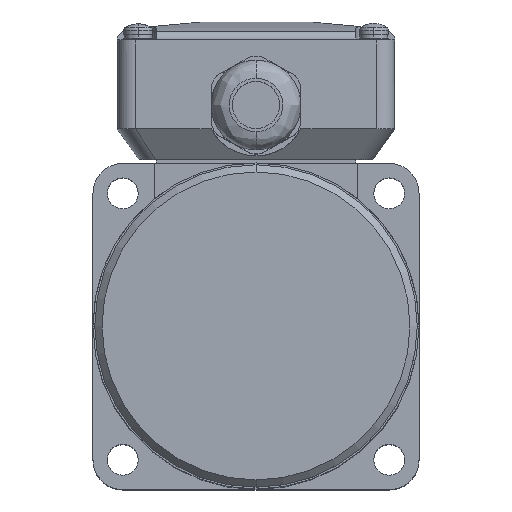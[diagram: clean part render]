
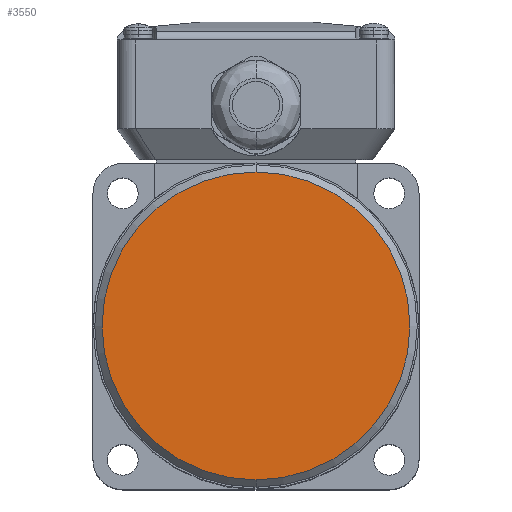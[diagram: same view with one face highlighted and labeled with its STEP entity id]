
A CAD part, top view. The second image highlights one B-rep face of the part: STEP entity #3550.
In plain terms, the highlighted planar face has unit normal (0, 0, 1).
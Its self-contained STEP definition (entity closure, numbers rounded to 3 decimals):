
#1299 = EDGE_LOOP ( 'NONE', ( #7236, #7233 ) ) ;
#2492 = CARTESIAN_POINT ( 'NONE',  ( 0., 42.5, 105. ) ) ;
#2532 = CARTESIAN_POINT ( 'NONE',  ( 0., -42.5, 105. ) ) ;
#2915 = AXIS2_PLACEMENT_3D ( 'NONE', #5599, #5600, #5601 ) ;
#2999 = CIRCLE ( 'NONE', #3003, 42.5 ) ;
#3003 = AXIS2_PLACEMENT_3D ( 'NONE', #4941, #4942, #4943 ) ;
#3271 = CIRCLE ( 'NONE', #3286, 42.5 ) ;
#3286 = AXIS2_PLACEMENT_3D ( 'NONE', #5151, #5152, #5153 ) ;
#3550 = ADVANCED_FACE ( 'NONE', ( #7871 ), #5598, .T. ) ;
#3881 = EDGE_CURVE ( 'NONE', #6665, #6759, #3271, .T. ) ;
#4406 = EDGE_CURVE ( 'NONE', #6759, #6665, #2999, .T. ) ;
#4941 = CARTESIAN_POINT ( 'NONE',  ( 0., 0., 105. ) ) ;
#4942 = DIRECTION ( 'NONE',  ( 0., 0., -1. ) ) ;
#4943 = DIRECTION ( 'NONE',  ( 0., 1., 0. ) ) ;
#5151 = CARTESIAN_POINT ( 'NONE',  ( 0., 0., 105. ) ) ;
#5152 = DIRECTION ( 'NONE',  ( 0., 0., -1. ) ) ;
#5153 = DIRECTION ( 'NONE',  ( 0., 1., 0. ) ) ;
#5598 = PLANE ( 'NONE',  #2915 ) ;
#5599 = CARTESIAN_POINT ( 'NONE',  ( 0., 44.5, 105. ) ) ;
#5600 = DIRECTION ( 'NONE',  ( 0., 0., 1. ) ) ;
#5601 = DIRECTION ( 'NONE',  ( 0., -1., 0. ) ) ;
#6665 = VERTEX_POINT ( 'NONE', #2492 ) ;
#6759 = VERTEX_POINT ( 'NONE', #2532 ) ;
#7233 = ORIENTED_EDGE ( 'NONE', *, *, #4406, .F. ) ;
#7236 = ORIENTED_EDGE ( 'NONE', *, *, #3881, .F. ) ;
#7871 = FACE_OUTER_BOUND ( 'NONE', #1299, .T. ) ;
